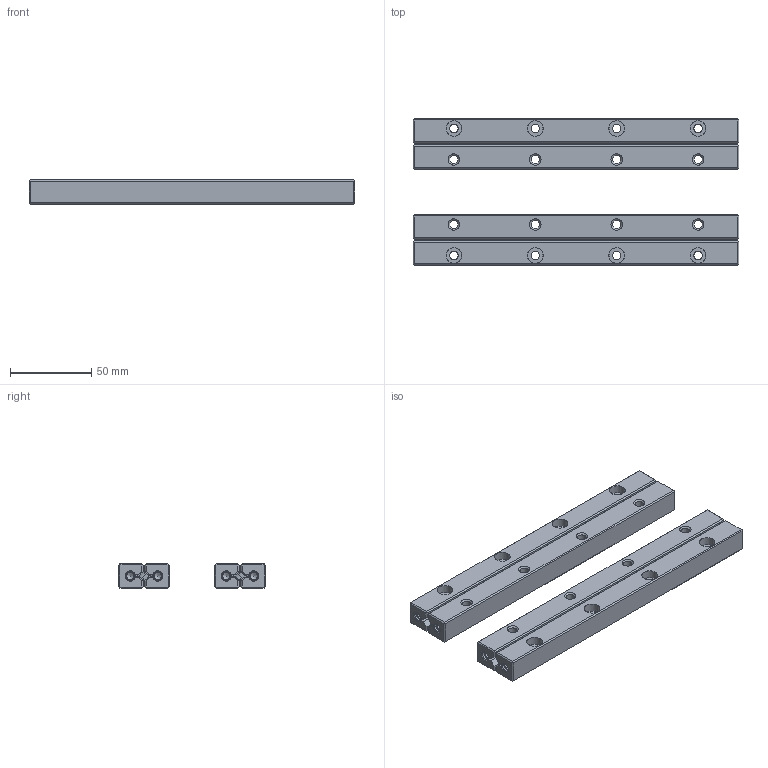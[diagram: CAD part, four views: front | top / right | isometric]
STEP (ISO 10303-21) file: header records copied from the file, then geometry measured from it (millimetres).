
FILE_DESCRIPTION(/* description */ (''),/* implementation_level */ '2;1');
FILE_NAME(/* name */ 'Set RSDE-6200x16KRE-ACC.stp',/* time_stamp */ '2018-12-20T08:35:47+01:00',/* author */ (''),/* organization */ (''),/* preprocessor_version */ 'ST-DEVELOPER v16.7',/* originating_system */ 'SIEMENS PLM Software NX 12.0',/* authorisation */ '');
FILE_SCHEMA (('AUTOMOTIVE_DESIGN { 1 0 10303 214 3 1 1 1 }'));
Length unit declared in the file: millimetre
Products named in the file (8): 029045_A_4-Gear R_RE 6-ACC_ m_0_3_ z_28; ISO 2338-2m6x5-A1_A_4-Dowel Pin ISO 2338-2m6x5-A1; 019793_A_5-Roller Ø6x4.4; 029022_A_2-Body Cage R6x16KRE ACC; 037801_A_4-Rack R6-ACC L_110; 014366_A_2-Rail RSDE-6200-ACC; 029079_A_3-Roller Cage R6x16KRE ACC Assy; 037852_A_1-Set RSDE-6200x16KRE-ACC
Assembly tree (30 placements, depth 3):
  037852_A_1-Set RSDE-6200x16KRE-ACC
    014366_A_2-Rail RSDE-6200-ACC  x4
    029079_A_3-Roller Cage R6x16KRE ACC Assy  x2
      029022_A_2-Body Cage R6x16KRE ACC
      019793_A_5-Roller Ø6x4.4
      ISO 2338-2m6x5-A1_A_4-Dowel Pin ISO 2338-2m6x5-A1
      029045_A_4-Gear R_RE 6-ACC_ m_0_3_ z_28
    037801_A_4-Rack R6-ACC L_110  x4
Bounding box: 200 x 90 x 15 mm (x, y, z)
Volume: 161085.2 mm3; surface area: 75024.2 mm2
Topology: 48 solids, 48 shells, 3820 faces, 10766 edges, 7094 vertices
Faces by surface type: plane 2016, cylinder 1292, cone 196, bspline 128, extrusion 124, torus 64
Full cylindrical faces by diameter (mm): 0.8 x144, 2 x8, 4 x32, 4.3 x8, 5.2 x24, 6 x32, 9.5 x16
Entity records: 37424 total; most frequent: CARTESIAN_POINT 10853, ORIENTED_EDGE 5554, DIRECTION 5282, EDGE_CURVE 2777, VERTEX_POINT 1892, VECTOR 1786, AXIS2_PLACEMENT_3D 1748, LINE 1727
